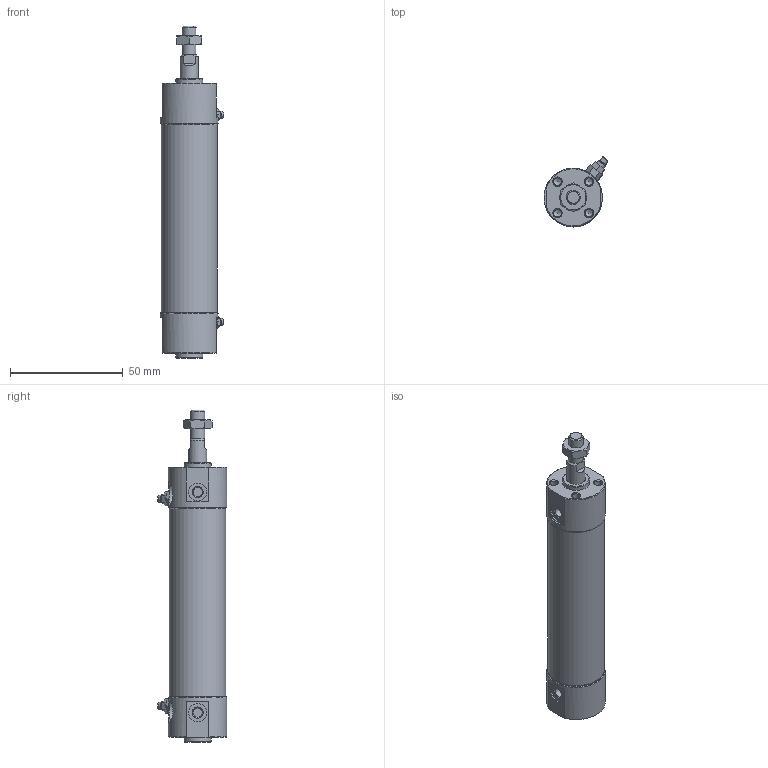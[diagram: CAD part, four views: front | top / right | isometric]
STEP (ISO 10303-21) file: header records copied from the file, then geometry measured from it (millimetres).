
FILE_DESCRIPTION( ( 'STEP AP203' ), ' ' );
FILE_NAME( 'OCG13_4x2_Closed-Retract.stp', '2015-12-23T16:44:12', ( '' ), ( '' ), ' ', 'PARTsolutions', ' ' );
FILE_SCHEMA( ( 'CONFIG_CONTROL_DESIGN' ) );
Length unit declared in the file: inch
Products named in the file (6): OCG13/4x2_Closed-Retract_; _TUBE_OCG13/4x2_Closed-Retract_; _HD_OCG13/4x2_Closed-Retract; _PR_OCG1-3/4x2; _PN1972-015_NUT1/4-28-UNF; _CAP_OCG1-3/4
Assembly tree (5 placements, depth 2):
  OCG13/4x2_Closed-Retract_
    _TUBE_OCG13/4x2_Closed-Retract_
    _HD_OCG13/4x2_Closed-Retract
    _PR_OCG1-3/4x2
    _PN1972-015_NUT1/4-28-UNF
    _CAP_OCG1-3/4
Bounding box: 28.36 x 30.91 x 147.32 mm (x, y, z)
Volume: 41843.2 mm3; surface area: 23348.5 mm2
Topology: 5 solids, 5 shells, 204 faces, 459 edges, 280 vertices
Faces by surface type: plane 111, cone 58, cylinder 35
Full cylindrical faces by diameter (mm): 3.141 x2, 3.401 x8, 3.988 x2, 4.134 x4, 5.367 x1, 6.35 x1, 8.001 x5, 8.026 x1, 11.989 x2, 19.025 x1, 19.05 x1, 24.994 x1, 25.908 x2
Entity records: 5619 total; most frequent: CARTESIAN_POINT 1278, DIRECTION 866, ORIENTED_EDGE 740, EDGE_CURVE 370, AXIS2_PLACEMENT_3D 340, EDGE_LOOP 292, VERTEX_POINT 266, FACE_OUTER_BOUND 235
